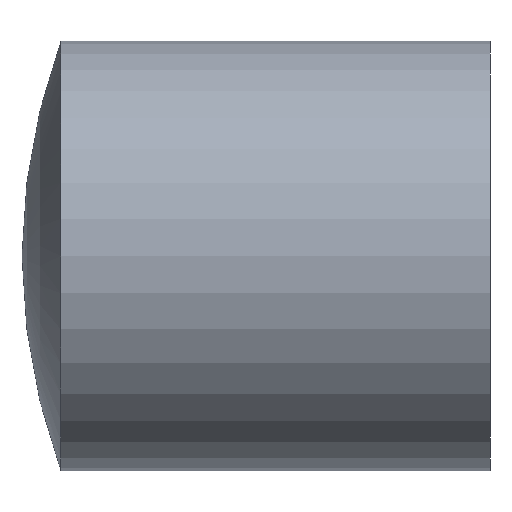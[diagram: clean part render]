
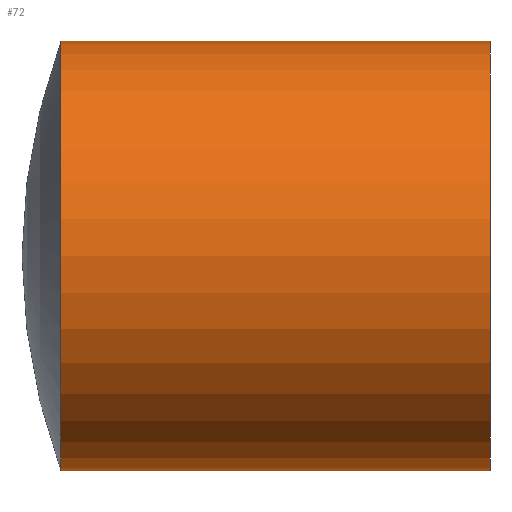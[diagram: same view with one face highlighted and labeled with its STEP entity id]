
A CAD part, left-side view. The second image highlights one B-rep face of the part: STEP entity #72.
In plain terms, the highlighted cylindrical face has radius 37.5 mm (diameter 75 mm), a partial arc.
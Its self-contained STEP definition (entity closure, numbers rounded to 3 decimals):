
#6 = DIRECTION ( 'NONE',  ( 0., -1., 0. ) ) ;
#7 = DIRECTION ( 'NONE',  ( 0., -1., 0. ) ) ;
#12 = DIRECTION ( 'NONE',  ( 0., 0., -1. ) ) ;
#22 = VERTEX_POINT ( 'NONE', #254 ) ;
#32 = FACE_OUTER_BOUND ( 'NONE', #153, .T. ) ;
#44 = AXIS2_PLACEMENT_3D ( 'NONE', #138, #244, #12 ) ;
#50 = CIRCLE ( 'NONE', #44, 37.5 ) ;
#55 = LINE ( 'NONE', #159, #184 ) ;
#57 = CARTESIAN_POINT ( 'NONE',  ( 0., 0., -37.5 ) ) ;
#69 = EDGE_CURVE ( 'NONE', #232, #204, #55, .T. ) ;
#72 = ADVANCED_FACE ( 'NONE', ( #32 ), #132, .T. ) ;
#90 = EDGE_CURVE ( 'NONE', #22, #123, #278, .T. ) ;
#106 = DIRECTION ( 'NONE',  ( 0., 0., -1. ) ) ;
#107 = DIRECTION ( 'NONE',  ( 0., 0., -1. ) ) ;
#110 = AXIS2_PLACEMENT_3D ( 'NONE', #221, #6, #106 ) ;
#113 = CIRCLE ( 'NONE', #110, 37.5 ) ;
#122 = ORIENTED_EDGE ( 'NONE', *, *, #298, .F. ) ;
#123 = VERTEX_POINT ( 'NONE', #146 ) ;
#132 = CYLINDRICAL_SURFACE ( 'NONE', #168, 37.5 ) ;
#135 = EDGE_CURVE ( 'NONE', #232, #22, #113, .T. ) ;
#138 = CARTESIAN_POINT ( 'NONE',  ( 0., 0., 0. ) ) ;
#146 = CARTESIAN_POINT ( 'NONE',  ( 0., 0., -37.5 ) ) ;
#147 = ORIENTED_EDGE ( 'NONE', *, *, #69, .F. ) ;
#152 = VECTOR ( 'NONE', #162, 1000. ) ;
#153 = EDGE_LOOP ( 'NONE', ( #147, #273, #290, #122 ) ) ;
#159 = CARTESIAN_POINT ( 'NONE',  ( 0., 0., 37.5 ) ) ;
#162 = DIRECTION ( 'NONE',  ( 0., -1., 0. ) ) ;
#168 = AXIS2_PLACEMENT_3D ( 'NONE', #238, #7, #107 ) ;
#184 = VECTOR ( 'NONE', #257, 1000. ) ;
#204 = VERTEX_POINT ( 'NONE', #239 ) ;
#221 = CARTESIAN_POINT ( 'NONE',  ( 0., 74.871, 0. ) ) ;
#232 = VERTEX_POINT ( 'NONE', #297 ) ;
#238 = CARTESIAN_POINT ( 'NONE',  ( 0., 0., 0. ) ) ;
#239 = CARTESIAN_POINT ( 'NONE',  ( 0., 0., 37.5 ) ) ;
#244 = DIRECTION ( 'NONE',  ( 0., -1., 0. ) ) ;
#254 = CARTESIAN_POINT ( 'NONE',  ( 0., 74.871, -37.5 ) ) ;
#257 = DIRECTION ( 'NONE',  ( 0., -1., 0. ) ) ;
#273 = ORIENTED_EDGE ( 'NONE', *, *, #135, .T. ) ;
#278 = LINE ( 'NONE', #57, #152 ) ;
#290 = ORIENTED_EDGE ( 'NONE', *, *, #90, .T. ) ;
#297 = CARTESIAN_POINT ( 'NONE',  ( 0., 74.871, 37.5 ) ) ;
#298 = EDGE_CURVE ( 'NONE', #204, #123, #50, .T. ) ;
